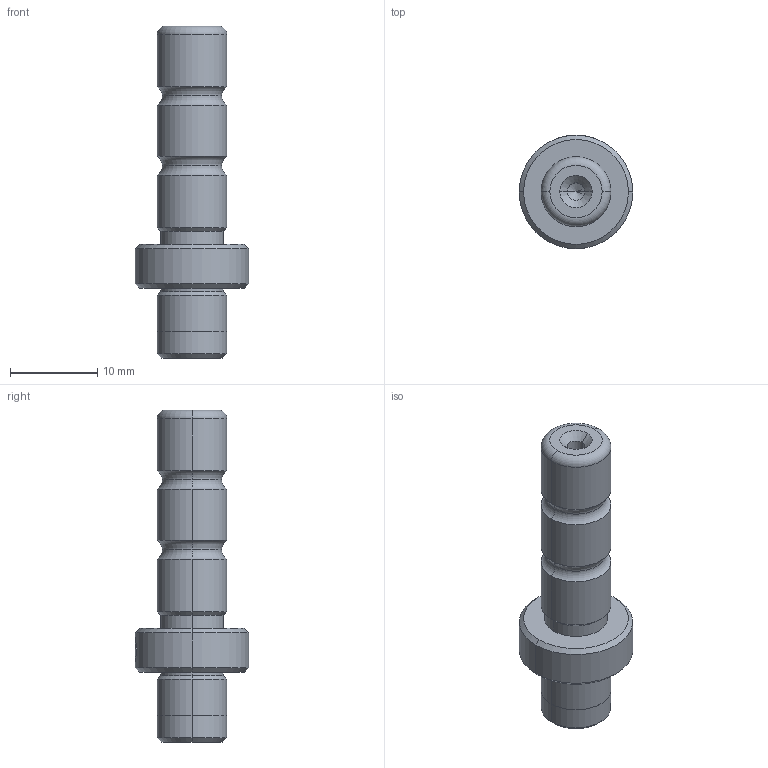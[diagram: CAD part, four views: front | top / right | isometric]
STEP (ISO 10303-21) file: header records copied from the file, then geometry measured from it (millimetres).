
FILE_DESCRIPTION (( 'STEP AP214' ), '1' );
FILE_NAME ('SGOR-D8-30.step', '2021-07-29T07:58:38', ( 'User' ), ( 'china' ), 'SwSTEP 2.0', 'SolidWorks 2016', '' );
FILE_SCHEMA (( 'AUTOMOTIVE_DESIGN' ));
Length unit declared in the file: millimetre
Products named in the file (1): SGOR-D8-30
Bounding box: 13 x 13 x 38 mm (x, y, z)
Volume: 2005.2 mm3; surface area: 1509.5 mm2
Topology: 1 solids, 1 shells, 78 faces, 172 edges, 100 vertices
Faces by surface type: cylinder 32, cone 20, plane 14, torus 12
Entity records: 2356 total; most frequent: CARTESIAN_POINT 597, DIRECTION 380, ORIENTED_EDGE 336, EDGE_CURVE 168, AXIS2_PLACEMENT_3D 157, VERTEX_POINT 100, EDGE_LOOP 86, ADVANCED_FACE 78
